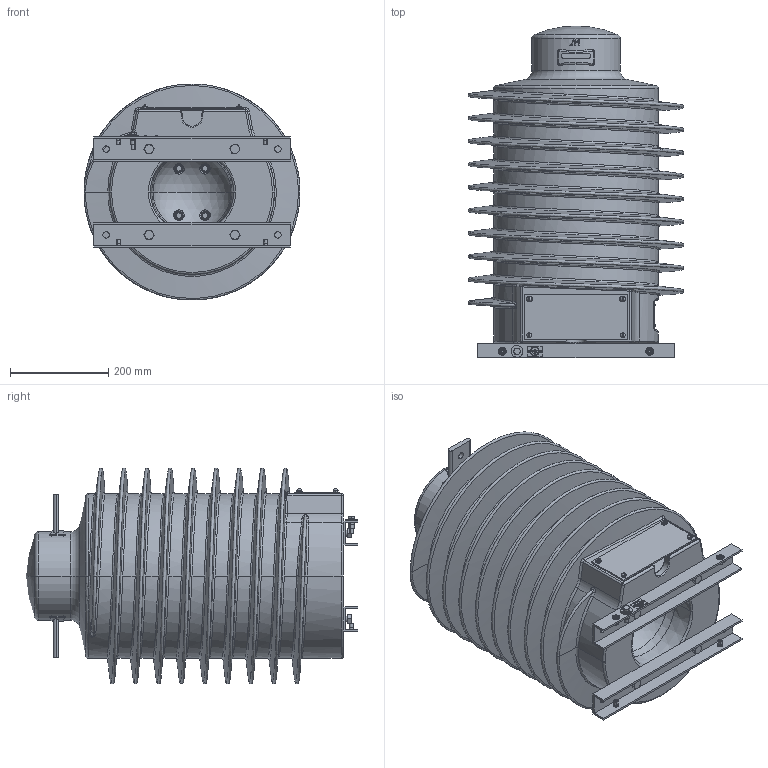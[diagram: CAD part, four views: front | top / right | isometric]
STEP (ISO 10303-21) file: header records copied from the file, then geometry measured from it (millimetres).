
FILE_DESCRIPTION (( 'STEP AP214' ), '1' );
FILE_NAME ('ﾒﾎﾋ-35 III-7.2.STEP', '2022-08-04T05:31:15', ( '' ), ( '' ), 'SwSTEP 2.0', 'SolidWorks 2010', '' );
FILE_SCHEMA (( 'AUTOMOTIVE_DESIGN' ));
Length unit declared in the file: millimetre
Products named in the file (1): ﾒﾎﾋ-35 III-7.2
Bounding box: 440 x 676 x 439.99 mm (x, y, z)
Volume: 53924625.9 mm3; surface area: 2210602.5 mm2
Topology: 39 solids, 39 shells, 1249 faces, 2944 edges, 1871 vertices
Faces by surface type: plane 465, cylinder 315, cone 296, torus 68, bspline 67, sphere 38
Entity records: 74117 total; most frequent: CARTESIAN_POINT 30888, DIRECTION 6301, ORIENTED_EDGE 5880, EDGE_CURVE 2940, AXIS2_PLACEMENT_3D 2487, VERTEX_POINT 1871, EDGE_LOOP 1435, VECTOR 1327
